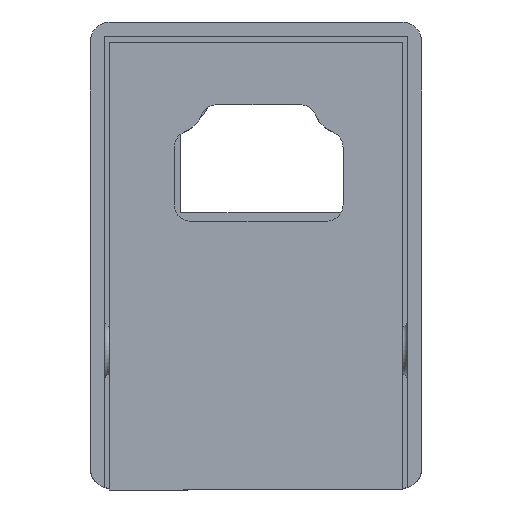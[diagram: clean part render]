
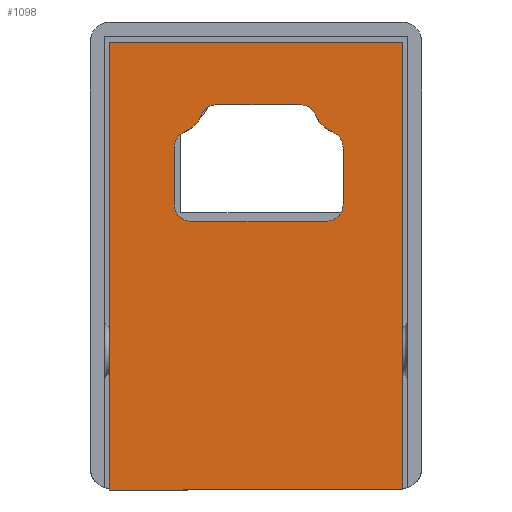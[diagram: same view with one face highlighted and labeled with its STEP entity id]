
A CAD part, front view. The second image highlights one B-rep face of the part: STEP entity #1098.
In plain terms, the highlighted planar face has unit normal (0, -1, 0).
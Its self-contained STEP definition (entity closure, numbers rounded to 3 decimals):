
#52=FACE_BOUND('',#190,.T.);
#64=CIRCLE('',#1189,1.);
#65=CIRCLE('',#1190,1.75);
#66=CIRCLE('',#1191,1.);
#67=CIRCLE('',#1192,1.);
#68=CIRCLE('',#1193,1.75);
#69=CIRCLE('',#1194,1.);
#70=CIRCLE('',#1195,1.);
#71=CIRCLE('',#1196,1.);
#126=FACE_OUTER_BOUND('',#189,.T.);
#189=EDGE_LOOP('',(#750,#751,#752,#753));
#190=EDGE_LOOP('',(#754,#755,#756,#757,#758,#759,#760,#761,#762,#763,#764,
#765));
#262=LINE('',#1675,#364);
#270=LINE('',#1692,#372);
#272=LINE('',#1698,#374);
#273=LINE('',#1699,#375);
#274=LINE('',#1708,#376);
#275=LINE('',#1716,#377);
#276=LINE('',#1720,#378);
#277=LINE('',#1723,#379);
#364=VECTOR('',#1318,10.);
#372=VECTOR('',#1330,10.);
#374=VECTOR('',#1336,10.);
#375=VECTOR('',#1337,10.);
#376=VECTOR('',#1344,10.);
#377=VECTOR('',#1351,10.);
#378=VECTOR('',#1354,10.);
#379=VECTOR('',#1357,10.);
#464=VERTEX_POINT('',#1669);
#466=VERTEX_POINT('',#1673);
#473=VERTEX_POINT('',#1691);
#475=VERTEX_POINT('',#1697);
#476=VERTEX_POINT('',#1700);
#477=VERTEX_POINT('',#1701);
#478=VERTEX_POINT('',#1703);
#479=VERTEX_POINT('',#1705);
#480=VERTEX_POINT('',#1707);
#481=VERTEX_POINT('',#1709);
#482=VERTEX_POINT('',#1711);
#483=VERTEX_POINT('',#1713);
#484=VERTEX_POINT('',#1715);
#485=VERTEX_POINT('',#1717);
#486=VERTEX_POINT('',#1719);
#487=VERTEX_POINT('',#1721);
#574=EDGE_CURVE('',#464,#466,#262,.T.);
#582=EDGE_CURVE('',#473,#464,#270,.T.);
#585=EDGE_CURVE('',#466,#475,#272,.T.);
#586=EDGE_CURVE('',#475,#473,#273,.T.);
#587=EDGE_CURVE('',#476,#477,#64,.T.);
#588=EDGE_CURVE('',#478,#476,#65,.T.);
#589=EDGE_CURVE('',#479,#478,#66,.T.);
#590=EDGE_CURVE('',#480,#479,#274,.T.);
#591=EDGE_CURVE('',#481,#480,#67,.T.);
#592=EDGE_CURVE('',#482,#481,#68,.T.);
#593=EDGE_CURVE('',#483,#482,#69,.T.);
#594=EDGE_CURVE('',#484,#483,#275,.T.);
#595=EDGE_CURVE('',#485,#484,#70,.T.);
#596=EDGE_CURVE('',#486,#485,#276,.T.);
#597=EDGE_CURVE('',#487,#486,#71,.T.);
#598=EDGE_CURVE('',#477,#487,#277,.T.);
#750=ORIENTED_EDGE('',*,*,#574,.T.);
#751=ORIENTED_EDGE('',*,*,#585,.T.);
#752=ORIENTED_EDGE('',*,*,#586,.T.);
#753=ORIENTED_EDGE('',*,*,#582,.T.);
#754=ORIENTED_EDGE('',*,*,#587,.F.);
#755=ORIENTED_EDGE('',*,*,#588,.F.);
#756=ORIENTED_EDGE('',*,*,#589,.F.);
#757=ORIENTED_EDGE('',*,*,#590,.F.);
#758=ORIENTED_EDGE('',*,*,#591,.F.);
#759=ORIENTED_EDGE('',*,*,#592,.F.);
#760=ORIENTED_EDGE('',*,*,#593,.F.);
#761=ORIENTED_EDGE('',*,*,#594,.F.);
#762=ORIENTED_EDGE('',*,*,#595,.F.);
#763=ORIENTED_EDGE('',*,*,#596,.F.);
#764=ORIENTED_EDGE('',*,*,#597,.F.);
#765=ORIENTED_EDGE('',*,*,#598,.F.);
#1060=PLANE('',#1188);
#1098=ADVANCED_FACE('',(#126,#52),#1060,.F.);
#1188=AXIS2_PLACEMENT_3D('',#1696,#1334,#1335);
#1189=AXIS2_PLACEMENT_3D('',#1702,#1338,#1339);
#1190=AXIS2_PLACEMENT_3D('',#1704,#1340,#1341);
#1191=AXIS2_PLACEMENT_3D('',#1706,#1342,#1343);
#1192=AXIS2_PLACEMENT_3D('',#1710,#1345,#1346);
#1193=AXIS2_PLACEMENT_3D('',#1712,#1347,#1348);
#1194=AXIS2_PLACEMENT_3D('',#1714,#1349,#1350);
#1195=AXIS2_PLACEMENT_3D('',#1718,#1352,#1353);
#1196=AXIS2_PLACEMENT_3D('',#1722,#1355,#1356);
#1318=DIRECTION('',(-1.,0.,0.));
#1330=DIRECTION('',(0.,0.,1.));
#1334=DIRECTION('center_axis',(0.,1.,0.));
#1335=DIRECTION('ref_axis',(1.,0.,0.));
#1336=DIRECTION('',(0.,0.,-1.));
#1337=DIRECTION('',(1.,0.,0.));
#1338=DIRECTION('center_axis',(0.,-1.,0.));
#1339=DIRECTION('ref_axis',(-0.826,0.,0.564));
#1340=DIRECTION('center_axis',(0.,1.,0.));
#1341=DIRECTION('ref_axis',(1.,0.,0.));
#1342=DIRECTION('center_axis',(0.,-1.,0.));
#1343=DIRECTION('ref_axis',(-0.564,0.,0.826));
#1344=DIRECTION('',(-1.,0.,0.));
#1345=DIRECTION('center_axis',(0.,-1.,0.));
#1346=DIRECTION('ref_axis',(0.564,0.,0.826));
#1347=DIRECTION('center_axis',(0.,1.,0.));
#1348=DIRECTION('ref_axis',(1.,0.,0.));
#1349=DIRECTION('center_axis',(0.,-1.,0.));
#1350=DIRECTION('ref_axis',(0.826,0.,0.564));
#1351=DIRECTION('',(0.,0.,1.));
#1352=DIRECTION('center_axis',(0.,-1.,0.));
#1353=DIRECTION('ref_axis',(0.707,0.,-0.707));
#1354=DIRECTION('',(1.,0.,0.));
#1355=DIRECTION('center_axis',(0.,-1.,0.));
#1356=DIRECTION('ref_axis',(-0.707,0.,-0.707));
#1357=DIRECTION('',(0.,0.,-1.));
#1669=CARTESIAN_POINT('',(15.958,-16.,18.743));
#1673=CARTESIAN_POINT('',(-1.682,-16.,18.743));
#1675=CARTESIAN_POINT('',(2.828,-16.,18.743));
#1691=CARTESIAN_POINT('',(15.958,-16.,-8.164));
#1692=CARTESIAN_POINT('',(15.958,-16.,9.293));
#1696=CARTESIAN_POINT('Origin',(7.138,-16.,0.043));
#1697=CARTESIAN_POINT('',(-1.682,-16.,-8.164));
#1698=CARTESIAN_POINT('',(-1.682,-16.,-9.207));
#1699=CARTESIAN_POINT('',(11.448,-16.,-8.164));
#1700=CARTESIAN_POINT('',(2.858,-16.,13.373));
#1701=CARTESIAN_POINT('',(2.222,-16.,12.441));
#1702=CARTESIAN_POINT('Origin',(3.222,-16.,12.441));
#1703=CARTESIAN_POINT('',(3.852,-16.,14.367));
#1704=CARTESIAN_POINT('Origin',(2.222,-16.,15.003));
#1705=CARTESIAN_POINT('',(4.783,-16.,15.003));
#1706=CARTESIAN_POINT('Origin',(4.783,-16.,14.003));
#1707=CARTESIAN_POINT('',(9.82,-16.,15.003));
#1708=CARTESIAN_POINT('',(12.382,-16.,15.003));
#1709=CARTESIAN_POINT('',(10.752,-16.,14.367));
#1710=CARTESIAN_POINT('Origin',(9.82,-16.,14.003));
#1711=CARTESIAN_POINT('',(11.745,-16.,13.373));
#1712=CARTESIAN_POINT('Origin',(12.382,-16.,15.003));
#1713=CARTESIAN_POINT('',(12.382,-16.,12.441));
#1714=CARTESIAN_POINT('Origin',(11.382,-16.,12.441));
#1715=CARTESIAN_POINT('',(12.382,-16.,9.003));
#1716=CARTESIAN_POINT('',(12.382,-16.,8.003));
#1717=CARTESIAN_POINT('',(11.382,-16.,8.003));
#1718=CARTESIAN_POINT('Origin',(11.382,-16.,9.003));
#1719=CARTESIAN_POINT('',(3.222,-16.,8.003));
#1720=CARTESIAN_POINT('',(2.222,-16.,8.003));
#1721=CARTESIAN_POINT('',(2.222,-16.,9.003));
#1722=CARTESIAN_POINT('Origin',(3.222,-16.,9.003));
#1723=CARTESIAN_POINT('',(2.222,-16.,15.003));
